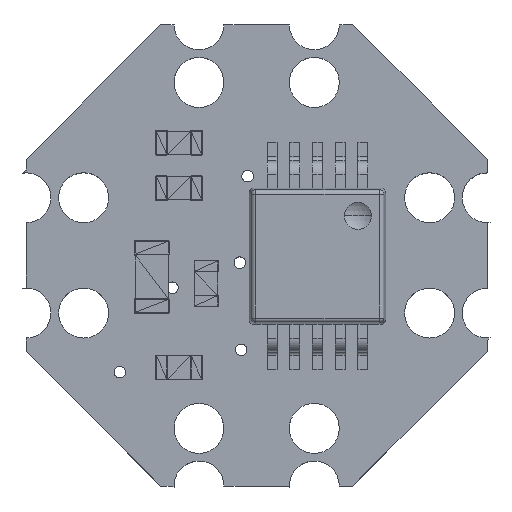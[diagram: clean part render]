
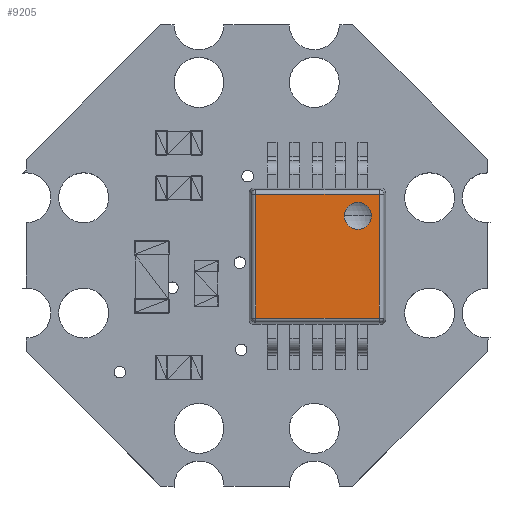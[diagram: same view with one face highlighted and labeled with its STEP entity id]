
A CAD part, top view. The second image highlights one B-rep face of the part: STEP entity #9205.
In plain terms, the highlighted planar face has unit normal (0, 0, 1).
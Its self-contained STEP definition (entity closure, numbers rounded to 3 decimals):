
#9019 = VERTEX_POINT('',#9020);
#9020 = CARTESIAN_POINT('',(-1.362,-1.362,1.1));
#9120 = VERTEX_POINT('',#9121);
#9121 = CARTESIAN_POINT('',(1.362,-1.362,1.1));
#9128 = EDGE_CURVE('',#9019,#9120,#9129,.T.);
#9129 = LINE('',#9130,#9131);
#9130 = CARTESIAN_POINT('',(-1.5,-1.362,1.1));
#9131 = VECTOR('',#9132,1.);
#9132 = DIRECTION('',(1.,0.,0.));
#9178 = VERTEX_POINT('',#9179);
#9179 = CARTESIAN_POINT('',(-0.59,-0.89,1.1));
#9185 = EDGE_CURVE('',#9186,#9178,#9188,.T.);
#9186 = VERTEX_POINT('',#9187);
#9187 = CARTESIAN_POINT('',(-1.19,-0.89,1.1));
#9188 = CIRCLE('',#9189,0.3);
#9189 = AXIS2_PLACEMENT_3D('',#9190,#9191,#9192);
#9190 = CARTESIAN_POINT('',(-0.89,-0.89,1.1));
#9191 = DIRECTION('',(0.,0.,1.));
#9192 = DIRECTION('',(1.,0.,0.));
#9205 = ADVANCED_FACE('',(#9206,#9216),#9241,.T.);
#9206 = FACE_BOUND('',#9207,.T.);
#9207 = EDGE_LOOP('',(#9208,#9215));
#9208 = ORIENTED_EDGE('',*,*,#9209,.F.);
#9209 = EDGE_CURVE('',#9178,#9186,#9210,.T.);
#9210 = CIRCLE('',#9211,0.3);
#9211 = AXIS2_PLACEMENT_3D('',#9212,#9213,#9214);
#9212 = CARTESIAN_POINT('',(-0.89,-0.89,1.1));
#9213 = DIRECTION('',(0.,0.,1.));
#9214 = DIRECTION('',(1.,0.,0.));
#9215 = ORIENTED_EDGE('',*,*,#9185,.F.);
#9216 = FACE_BOUND('',#9217,.T.);
#9217 = EDGE_LOOP('',(#9218,#9219,#9227,#9235));
#9218 = ORIENTED_EDGE('',*,*,#9128,.T.);
#9219 = ORIENTED_EDGE('',*,*,#9220,.T.);
#9220 = EDGE_CURVE('',#9120,#9221,#9223,.T.);
#9221 = VERTEX_POINT('',#9222);
#9222 = CARTESIAN_POINT('',(1.362,1.362,1.1));
#9223 = LINE('',#9224,#9225);
#9224 = CARTESIAN_POINT('',(1.362,-1.5,1.1));
#9225 = VECTOR('',#9226,1.);
#9226 = DIRECTION('',(0.,1.,0.));
#9227 = ORIENTED_EDGE('',*,*,#9228,.T.);
#9228 = EDGE_CURVE('',#9221,#9229,#9231,.T.);
#9229 = VERTEX_POINT('',#9230);
#9230 = CARTESIAN_POINT('',(-1.362,1.362,1.1));
#9231 = LINE('',#9232,#9233);
#9232 = CARTESIAN_POINT('',(-1.5,1.362,1.1));
#9233 = VECTOR('',#9234,1.);
#9234 = DIRECTION('',(-1.,0.,0.));
#9235 = ORIENTED_EDGE('',*,*,#9236,.T.);
#9236 = EDGE_CURVE('',#9229,#9019,#9237,.T.);
#9237 = LINE('',#9238,#9239);
#9238 = CARTESIAN_POINT('',(-1.362,-1.5,1.1));
#9239 = VECTOR('',#9240,1.);
#9240 = DIRECTION('',(0.,-1.,0.));
#9241 = PLANE('',#9242);
#9242 = AXIS2_PLACEMENT_3D('',#9243,#9244,#9245);
#9243 = CARTESIAN_POINT('',(-1.5,-1.5,1.1));
#9244 = DIRECTION('',(0.,0.,1.));
#9245 = DIRECTION('',(1.,0.,0.));
